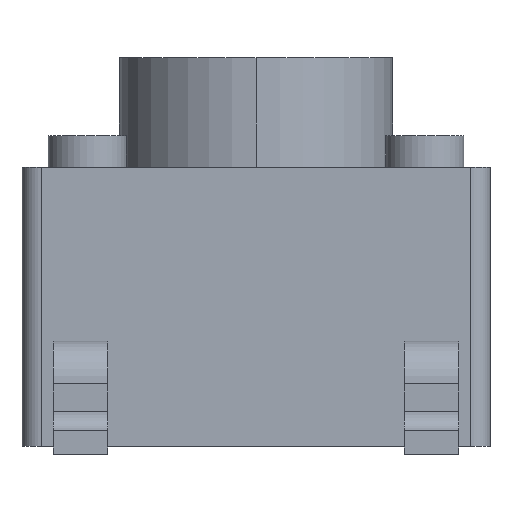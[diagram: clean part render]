
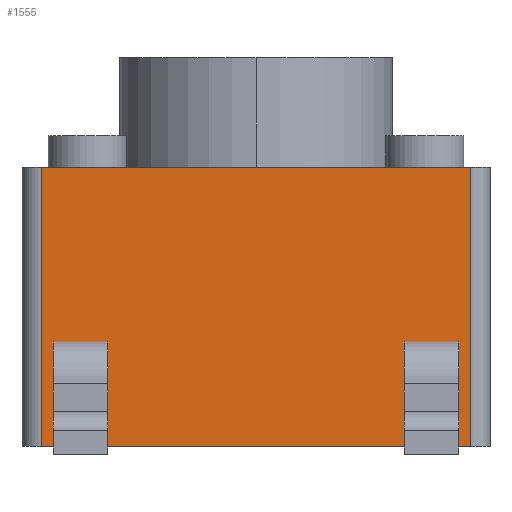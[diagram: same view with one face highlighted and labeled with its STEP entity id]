
A CAD part, front view. The second image highlights one B-rep face of the part: STEP entity #1555.
In plain terms, the highlighted planar face has unit normal (0, -1, 0).
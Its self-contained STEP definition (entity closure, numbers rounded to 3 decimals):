
#103=DIRECTION('',(1.,0.,0.));
#104=VECTOR('',#103,5.5);
#105=CARTESIAN_POINT('',(-2.75,-3.,-3.58));
#106=LINE('',#105,#104);
#292=DIRECTION('',(0.,0.,1.));
#293=VECTOR('',#292,0.3);
#294=CARTESIAN_POINT('',(-2.6,-3.,-2.53));
#295=LINE('',#294,#293);
#296=DIRECTION('',(1.,0.,0.));
#297=VECTOR('',#296,0.7);
#298=CARTESIAN_POINT('',(-2.6,-3.,-2.53));
#299=LINE('',#298,#297);
#300=DIRECTION('',(0.,0.,1.));
#301=VECTOR('',#300,0.3);
#302=CARTESIAN_POINT('',(-1.9,-3.,-2.53));
#303=LINE('',#302,#301);
#304=DIRECTION('',(1.,0.,0.));
#305=VECTOR('',#304,0.7);
#306=CARTESIAN_POINT('',(-2.6,-3.,-2.23));
#307=LINE('',#306,#305);
#308=DIRECTION('',(0.,0.,1.));
#309=VECTOR('',#308,0.3);
#310=CARTESIAN_POINT('',(1.9,-3.,-2.53));
#311=LINE('',#310,#309);
#312=DIRECTION('',(1.,0.,0.));
#313=VECTOR('',#312,0.7);
#314=CARTESIAN_POINT('',(1.9,-3.,-2.53));
#315=LINE('',#314,#313);
#316=DIRECTION('',(0.,0.,1.));
#317=VECTOR('',#316,0.3);
#318=CARTESIAN_POINT('',(2.6,-3.,-2.53));
#319=LINE('',#318,#317);
#320=DIRECTION('',(1.,0.,0.));
#321=VECTOR('',#320,0.7);
#322=CARTESIAN_POINT('',(1.9,-3.,-2.23));
#323=LINE('',#322,#321);
#324=DIRECTION('',(0.,0.,-1.));
#325=VECTOR('',#324,3.58);
#326=CARTESIAN_POINT('',(2.75,-3.,0.));
#327=LINE('',#326,#325);
#328=DIRECTION('',(0.,0.,1.));
#329=VECTOR('',#328,3.58);
#330=CARTESIAN_POINT('',(-2.75,-3.,-3.58));
#331=LINE('',#330,#329);
#332=DIRECTION('',(1.,0.,0.));
#333=VECTOR('',#332,5.5);
#334=CARTESIAN_POINT('',(-2.75,-3.,0.));
#335=LINE('',#334,#333);
#1044=CARTESIAN_POINT('',(-2.6,-3.,-2.53));
#1045=CARTESIAN_POINT('',(-2.6,-3.,-2.23));
#1046=VERTEX_POINT('',#1044);
#1047=VERTEX_POINT('',#1045);
#1048=CARTESIAN_POINT('',(-1.9,-3.,-2.53));
#1049=CARTESIAN_POINT('',(-1.9,-3.,-2.23));
#1050=VERTEX_POINT('',#1048);
#1051=VERTEX_POINT('',#1049);
#1140=CARTESIAN_POINT('',(1.9,-3.,-2.53));
#1141=CARTESIAN_POINT('',(1.9,-3.,-2.23));
#1142=VERTEX_POINT('',#1140);
#1143=VERTEX_POINT('',#1141);
#1144=CARTESIAN_POINT('',(2.6,-3.,-2.53));
#1145=CARTESIAN_POINT('',(2.6,-3.,-2.23));
#1146=VERTEX_POINT('',#1144);
#1147=VERTEX_POINT('',#1145);
#1173=CARTESIAN_POINT('',(2.75,-3.,-3.58));
#1175=VERTEX_POINT('',#1173);
#1176=CARTESIAN_POINT('',(2.75,-3.,0.));
#1177=VERTEX_POINT('',#1176);
#1181=CARTESIAN_POINT('',(-2.75,-3.,0.));
#1183=VERTEX_POINT('',#1181);
#1184=CARTESIAN_POINT('',(-2.75,-3.,-3.58));
#1185=VERTEX_POINT('',#1184);
#1523=CARTESIAN_POINT('',(-3.,-3.,0.));
#1524=DIRECTION('',(0.,-1.,0.));
#1525=DIRECTION('',(0.,0.,-1.));
#1526=AXIS2_PLACEMENT_3D('',#1523,#1524,#1525);
#1527=PLANE('',#1526);
#1528=ORIENTED_EDGE('',*,*,#1516,.T.);
#1529=ORIENTED_EDGE('',*,*,#1232,.F.);
#1531=ORIENTED_EDGE('',*,*,#1530,.T.);
#1532=ORIENTED_EDGE('',*,*,#1266,.T.);
#1533=EDGE_LOOP('',(#1528,#1529,#1531,#1532));
#1534=FACE_OUTER_BOUND('',#1533,.F.);
#1536=ORIENTED_EDGE('',*,*,#1535,.F.);
#1538=ORIENTED_EDGE('',*,*,#1537,.T.);
#1540=ORIENTED_EDGE('',*,*,#1539,.T.);
#1542=ORIENTED_EDGE('',*,*,#1541,.F.);
#1543=EDGE_LOOP('',(#1536,#1538,#1540,#1542));
#1544=FACE_BOUND('',#1543,.F.);
#1546=ORIENTED_EDGE('',*,*,#1545,.F.);
#1548=ORIENTED_EDGE('',*,*,#1547,.T.);
#1550=ORIENTED_EDGE('',*,*,#1549,.T.);
#1552=ORIENTED_EDGE('',*,*,#1551,.F.);
#1553=EDGE_LOOP('',(#1546,#1548,#1550,#1552));
#1554=FACE_BOUND('',#1553,.F.);
#1555=ADVANCED_FACE('',(#1534,#1544,#1554),#1527,.T.);
#1232=EDGE_CURVE('',#1185,#1175,#106,.T.);
#1266=EDGE_CURVE('',#1183,#1177,#335,.T.);
#1516=EDGE_CURVE('',#1177,#1175,#327,.T.);
#1530=EDGE_CURVE('',#1185,#1183,#331,.T.);
#1535=EDGE_CURVE('',#1046,#1047,#295,.T.);
#1537=EDGE_CURVE('',#1046,#1050,#299,.T.);
#1539=EDGE_CURVE('',#1050,#1051,#303,.T.);
#1541=EDGE_CURVE('',#1047,#1051,#307,.T.);
#1545=EDGE_CURVE('',#1142,#1143,#311,.T.);
#1547=EDGE_CURVE('',#1142,#1146,#315,.T.);
#1549=EDGE_CURVE('',#1146,#1147,#319,.T.);
#1551=EDGE_CURVE('',#1143,#1147,#323,.T.);
